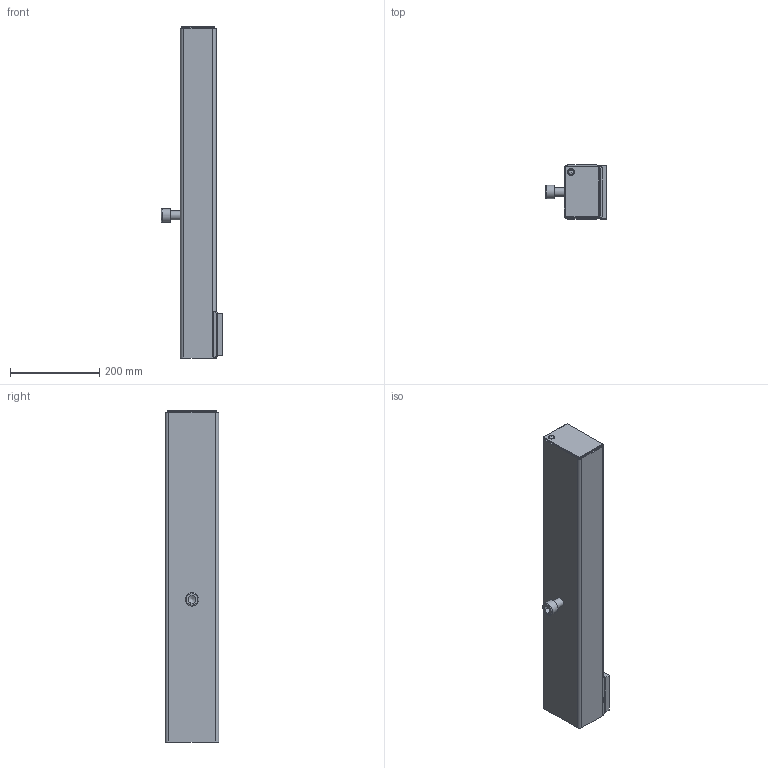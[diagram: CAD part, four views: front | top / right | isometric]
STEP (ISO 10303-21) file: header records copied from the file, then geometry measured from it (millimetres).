
FILE_DESCRIPTION(/* description */ (''),/* implementation_level */ '2;1');
FILE_NAME(/* name */ 'BWC 55 light-1 Komplett Ytterrør.stp',/* time_stamp */ '2021-09-02T10:57:22+02:00',/* author */ ('Bruker'),/* organization */ (''),/* preprocessor_version */ 'ST-DEVELOPER v18.1',/* originating_system */ 'Autodesk Inventor 2021',/* authorisation */ '');
FILE_SCHEMA (('AUTOMOTIVE_DESIGN { 1 0 10303 214 3 1 1 }'));
Length unit declared in the file: millimetre
Products named in the file (7): BWC 55 light-1 Komplett Ytterrør; BWC 55 light-1 Komplett Ytterrør_1; BWC 55 light-1-1 Ytterrør; BWC 55 light-1-2 Bakplate; BWC 55 light-1-4 Forsterkningsplate bunn; BWC 55 light-1-5 Plasttopp; DIN 912 - M20 x 70
Assembly tree (6 placements, depth 2):
  BWC 55 light-1 Komplett Ytterrør
    BWC 55 light-1 Komplett Ytterrør_1
    BWC 55 light-1-1 Ytterrør
    BWC 55 light-1-2 Bakplate
    BWC 55 light-1-4 Forsterkningsplate bunn
    BWC 55 light-1-5 Plasttopp
    DIN 912 - M20 x 70
Bounding box: 137.91 x 120 x 745 mm (x, y, z)
Volume: 1603613.5 mm3; surface area: 620247.4 mm2
Topology: 7 solids, 7 shells, 78 faces, 187 edges, 122 vertices
Faces by surface type: plane 53, cylinder 18, bspline 3, torus 2, cone 2
Full cylindrical faces by diameter (mm): 10 x1, 10.5 x1, 12 x2, 16 x1, 17.294 x1, 20 x1, 30 x1
Entity records: 2780 total; most frequent: CARTESIAN_POINT 685, DIRECTION 378, ORIENTED_EDGE 370, EDGE_CURVE 185, AXIS2_PLACEMENT_3D 129, VERTEX_POINT 122, LINE 120, VECTOR 120
